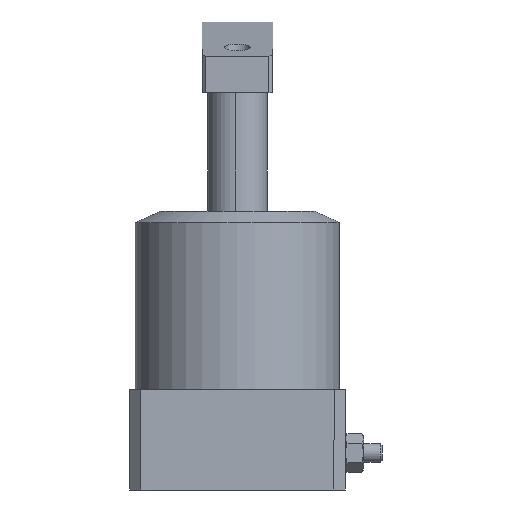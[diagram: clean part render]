
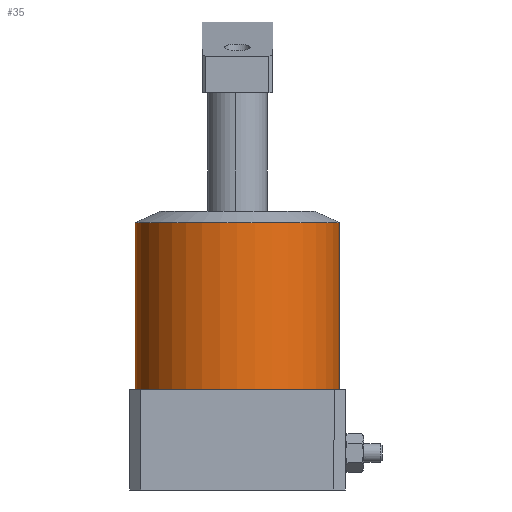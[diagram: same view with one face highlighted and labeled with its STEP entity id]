
A CAD part, front view. The second image highlights one B-rep face of the part: STEP entity #35.
In plain terms, the highlighted cylindrical face has radius 27.5 mm (diameter 55 mm), a partial arc.
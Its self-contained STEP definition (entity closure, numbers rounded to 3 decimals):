
#35 = ADVANCED_FACE ( 'NONE', ( #2610 ), #2619, .T. ) ;
#933 = VERTEX_POINT ( 'NONE', #6230 ) ;
#944 = VERTEX_POINT ( 'NONE', #6241 ) ;
#1017 = VERTEX_POINT ( 'NONE', #6288 ) ;
#1336 = AXIS2_PLACEMENT_3D ( 'NONE', #6431, #6432, #6433 ) ;
#1339 = AXIS2_PLACEMENT_3D ( 'NONE', #4286, #4287, #4288 ) ;
#1814 = CIRCLE ( 'NONE', #1336, 27.5 ) ;
#1889 = CIRCLE ( 'NONE', #1339, 27.5 ) ;
#2153 = EDGE_CURVE ( 'NONE', #933, #6611, #5800, .T. ) ;
#2155 = EDGE_CURVE ( 'NONE', #944, #1017, #5801, .T. ) ;
#2447 = DIRECTION ( 'NONE',  ( 0., 0., -1. ) ) ;
#2452 = CARTESIAN_POINT ( 'NONE',  ( -27.5, 0., 75. ) ) ;
#2456 = DIRECTION ( 'NONE',  ( 0., 0., -1. ) ) ;
#2457 = CARTESIAN_POINT ( 'NONE',  ( 27.5, 0., 75. ) ) ;
#2610 = FACE_OUTER_BOUND ( 'NONE', #3858, .T. ) ;
#2619 = CYLINDRICAL_SURFACE ( 'NONE', #4711, 27.5 ) ;
#3858 = EDGE_LOOP ( 'NONE', ( #4955, #4952, #5003, #4956 ) ) ;
#4286 = CARTESIAN_POINT ( 'NONE',  ( 0., 0., 27. ) ) ;
#4287 = DIRECTION ( 'NONE',  ( 0., 0., 1. ) ) ;
#4288 = DIRECTION ( 'NONE',  ( 1., 0., 0. ) ) ;
#4407 = CARTESIAN_POINT ( 'NONE',  ( -27.5, 0., 27. ) ) ;
#4629 = EDGE_CURVE ( 'NONE', #933, #944, #1814, .T. ) ;
#4676 = EDGE_CURVE ( 'NONE', #6611, #1017, #1889, .T. ) ;
#4711 = AXIS2_PLACEMENT_3D ( 'NONE', #5136, #5138, #5140 ) ;
#4952 = ORIENTED_EDGE ( 'NONE', *, *, #4629, .F. ) ;
#4955 = ORIENTED_EDGE ( 'NONE', *, *, #2155, .F. ) ;
#4956 = ORIENTED_EDGE ( 'NONE', *, *, #4676, .T. ) ;
#5003 = ORIENTED_EDGE ( 'NONE', *, *, #2153, .T. ) ;
#5136 = CARTESIAN_POINT ( 'NONE',  ( 0., 0., 75. ) ) ;
#5138 = DIRECTION ( 'NONE',  ( 0., 0., -1. ) ) ;
#5140 = DIRECTION ( 'NONE',  ( -1., 0., 0. ) ) ;
#5800 = LINE ( 'NONE', #2452, #5802 ) ;
#5801 = LINE ( 'NONE', #2457, #5805 ) ;
#5802 = VECTOR ( 'NONE', #2447, 1000. ) ;
#5805 = VECTOR ( 'NONE', #2456, 1000. ) ;
#6230 = CARTESIAN_POINT ( 'NONE',  ( -27.5, 0., 72. ) ) ;
#6241 = CARTESIAN_POINT ( 'NONE',  ( 27.5, 0., 72. ) ) ;
#6288 = CARTESIAN_POINT ( 'NONE',  ( 27.5, 0., 27. ) ) ;
#6431 = CARTESIAN_POINT ( 'NONE',  ( 0., 0., 72. ) ) ;
#6432 = DIRECTION ( 'NONE',  ( 0., 0., 1. ) ) ;
#6433 = DIRECTION ( 'NONE',  ( 1., 0., 0. ) ) ;
#6611 = VERTEX_POINT ( 'NONE', #4407 ) ;
